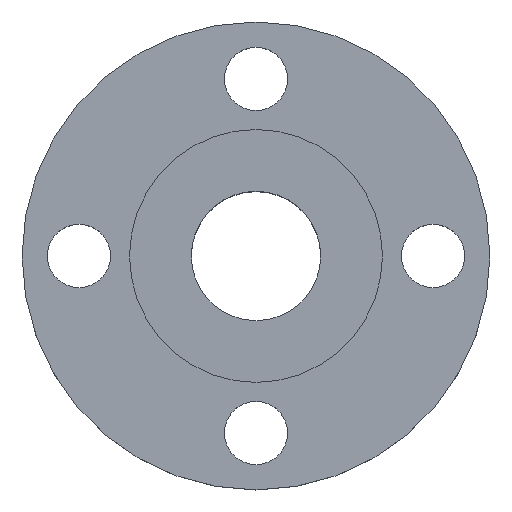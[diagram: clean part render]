
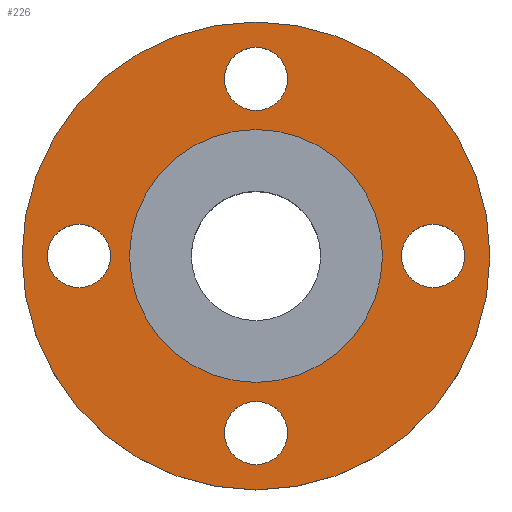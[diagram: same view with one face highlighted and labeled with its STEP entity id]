
A CAD part, top view. The second image highlights one B-rep face of the part: STEP entity #226.
In plain terms, the highlighted planar face has unit normal (0, 0, 1).
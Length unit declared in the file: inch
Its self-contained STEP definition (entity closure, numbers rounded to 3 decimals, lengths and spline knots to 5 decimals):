
#4 = EDGE_LOOP ( 'NONE', ( #404, #85 ) ) ;
#6 = DIRECTION ( 'NONE',  ( 0., -1., 0. ) ) ;
#7 = DIRECTION ( 'NONE',  ( 0., 0., 1. ) ) ;
#23 = DIRECTION ( 'NONE',  ( 1., 0., 0. ) ) ;
#26 = DIRECTION ( 'NONE',  ( 0., 1., 0. ) ) ;
#32 = EDGE_CURVE ( 'NONE', #756, #284, #72, .T. ) ;
#35 = AXIS2_PLACEMENT_3D ( 'NONE', #570, #562, #637 ) ;
#39 = EDGE_CURVE ( 'NONE', #525, #722, #665, .T. ) ;
#49 = CARTESIAN_POINT ( 'NONE',  ( -1.4375, 0., -0.0625 ) ) ;
#54 = CIRCLE ( 'NONE', #663, 2.3125 ) ;
#57 = EDGE_CURVE ( 'NONE', #535, #457, #141, .T. ) ;
#59 = DIRECTION ( 'NONE',  ( 1., 0., 0. ) ) ;
#61 = DIRECTION ( 'NONE',  ( 1., 0., 0. ) ) ;
#67 = CARTESIAN_POINT ( 'NONE',  ( 0.3125, 1.75, -0.0625 ) ) ;
#72 = CIRCLE ( 'NONE', #110, 1.25 ) ;
#77 = DIRECTION ( 'NONE',  ( 0., 0., 1. ) ) ;
#84 = DIRECTION ( 'NONE',  ( 0., 0., 1. ) ) ;
#85 = ORIENTED_EDGE ( 'NONE', *, *, #178, .F. ) ;
#87 = EDGE_CURVE ( 'NONE', #722, #525, #488, .T. ) ;
#92 = DIRECTION ( 'NONE',  ( 1., 0., 0. ) ) ;
#94 = AXIS2_PLACEMENT_3D ( 'NONE', #522, #390, #59 ) ;
#109 = FACE_BOUND ( 'NONE', #4, .T. ) ;
#110 = AXIS2_PLACEMENT_3D ( 'NONE', #814, #159, #622 ) ;
#141 = CIRCLE ( 'NONE', #849, 0.3125 ) ;
#149 = CIRCLE ( 'NONE', #94, 2.3125 ) ;
#150 = CARTESIAN_POINT ( 'NONE',  ( -2.3125, 0., -0.0625 ) ) ;
#151 = DIRECTION ( 'NONE',  ( 0., 0., 1. ) ) ;
#152 = ORIENTED_EDGE ( 'NONE', *, *, #258, .F. ) ;
#159 = DIRECTION ( 'NONE',  ( 0., 0., 1. ) ) ;
#161 = EDGE_CURVE ( 'NONE', #657, #564, #54, .T. ) ;
#163 = CARTESIAN_POINT ( 'NONE',  ( -2.0625, 0., -0.0625 ) ) ;
#169 = DIRECTION ( 'NONE',  ( 0., 0., -1. ) ) ;
#171 = FACE_BOUND ( 'NONE', #603, .T. ) ;
#177 = CARTESIAN_POINT ( 'NONE',  ( -1.25, 0., -0.0625 ) ) ;
#178 = EDGE_CURVE ( 'NONE', #190, #754, #695, .T. ) ;
#190 = VERTEX_POINT ( 'NONE', #163 ) ;
#205 = ORIENTED_EDGE ( 'NONE', *, *, #39, .F. ) ;
#207 = CARTESIAN_POINT ( 'NONE',  ( 0.3125, -1.75, -0.0625 ) ) ;
#210 = ORIENTED_EDGE ( 'NONE', *, *, #32, .F. ) ;
#226 = ADVANCED_FACE ( 'NONE', ( #638, #628, #307, #109, #171, #498 ), #818, .F. ) ;
#227 = AXIS2_PLACEMENT_3D ( 'NONE', #287, #84, #544 ) ;
#233 = DIRECTION ( 'NONE',  ( -1., 0., 0. ) ) ;
#235 = EDGE_LOOP ( 'NONE', ( #626, #649 ) ) ;
#243 = CIRCLE ( 'NONE', #417, 0.3125 ) ;
#256 = AXIS2_PLACEMENT_3D ( 'NONE', #476, #7, #725 ) ;
#258 = EDGE_CURVE ( 'NONE', #284, #756, #630, .T. ) ;
#281 = CARTESIAN_POINT ( 'NONE',  ( 2.3125, 0., -0.0625 ) ) ;
#284 = VERTEX_POINT ( 'NONE', #177 ) ;
#287 = CARTESIAN_POINT ( 'NONE',  ( 0., -1.75, -0.0625 ) ) ;
#307 = FACE_BOUND ( 'NONE', #324, .T. ) ;
#324 = EDGE_LOOP ( 'NONE', ( #205, #593 ) ) ;
#335 = ORIENTED_EDGE ( 'NONE', *, *, #161, .T. ) ;
#356 = EDGE_CURVE ( 'NONE', #754, #190, #415, .T. ) ;
#390 = DIRECTION ( 'NONE',  ( 0., 0., 1. ) ) ;
#395 = CARTESIAN_POINT ( 'NONE',  ( 1.25, 0., -0.0625 ) ) ;
#404 = ORIENTED_EDGE ( 'NONE', *, *, #356, .F. ) ;
#405 = CARTESIAN_POINT ( 'NONE',  ( 0., 1.75, -0.0625 ) ) ;
#415 = CIRCLE ( 'NONE', #504, 0.3125 ) ;
#416 = CARTESIAN_POINT ( 'NONE',  ( -0.3125, 1.75, -0.0625 ) ) ;
#417 = AXIS2_PLACEMENT_3D ( 'NONE', #575, #513, #713 ) ;
#436 = CARTESIAN_POINT ( 'NONE',  ( 0., 1.25, -0.0625 ) ) ;
#457 = VERTEX_POINT ( 'NONE', #717 ) ;
#463 = AXIS2_PLACEMENT_3D ( 'NONE', #405, #77, #6 ) ;
#476 = CARTESIAN_POINT ( 'NONE',  ( 0., 1.75, -0.0625 ) ) ;
#488 = CIRCLE ( 'NONE', #227, 0.3125 ) ;
#498 = FACE_OUTER_BOUND ( 'NONE', #588, .T. ) ;
#504 = AXIS2_PLACEMENT_3D ( 'NONE', #518, #514, #61 ) ;
#505 = ORIENTED_EDGE ( 'NONE', *, *, #770, .F. ) ;
#513 = DIRECTION ( 'NONE',  ( 0., 0., 1. ) ) ;
#514 = DIRECTION ( 'NONE',  ( 0., 0., 1. ) ) ;
#518 = CARTESIAN_POINT ( 'NONE',  ( -1.75, 0., -0.0625 ) ) ;
#522 = CARTESIAN_POINT ( 'NONE',  ( 0., 0., -0.0625 ) ) ;
#524 = EDGE_LOOP ( 'NONE', ( #505, #839 ) ) ;
#525 = VERTEX_POINT ( 'NONE', #207 ) ;
#528 = CARTESIAN_POINT ( 'NONE',  ( -0.3125, -1.75, -0.0625 ) ) ;
#532 = CARTESIAN_POINT ( 'NONE',  ( 1.4375, 0., -0.0625 ) ) ;
#535 = VERTEX_POINT ( 'NONE', #532 ) ;
#544 = DIRECTION ( 'NONE',  ( 0., 1., 0. ) ) ;
#549 = EDGE_CURVE ( 'NONE', #587, #598, #718, .T. ) ;
#562 = DIRECTION ( 'NONE',  ( 0., 0., 1. ) ) ;
#564 = VERTEX_POINT ( 'NONE', #281 ) ;
#570 = CARTESIAN_POINT ( 'NONE',  ( 0., 0., -0.0625 ) ) ;
#575 = CARTESIAN_POINT ( 'NONE',  ( 1.75, 0., -0.0625 ) ) ;
#587 = VERTEX_POINT ( 'NONE', #67 ) ;
#588 = EDGE_LOOP ( 'NONE', ( #771, #335 ) ) ;
#593 = ORIENTED_EDGE ( 'NONE', *, *, #87, .F. ) ;
#598 = VERTEX_POINT ( 'NONE', #416 ) ;
#603 = EDGE_LOOP ( 'NONE', ( #210, #152 ) ) ;
#613 = CARTESIAN_POINT ( 'NONE',  ( 0., -1.75, -0.0625 ) ) ;
#620 = DIRECTION ( 'NONE',  ( 0., 0., 1. ) ) ;
#622 = DIRECTION ( 'NONE',  ( 1., 0., 0. ) ) ;
#626 = ORIENTED_EDGE ( 'NONE', *, *, #549, .F. ) ;
#628 = FACE_BOUND ( 'NONE', #524, .T. ) ;
#629 = EDGE_CURVE ( 'NONE', #598, #587, #640, .T. ) ;
#630 = CIRCLE ( 'NONE', #35, 1.25 ) ;
#637 = DIRECTION ( 'NONE',  ( 1., 0., 0. ) ) ;
#638 = FACE_BOUND ( 'NONE', #235, .T. ) ;
#640 = CIRCLE ( 'NONE', #256, 0.3125 ) ;
#649 = ORIENTED_EDGE ( 'NONE', *, *, #629, .F. ) ;
#657 = VERTEX_POINT ( 'NONE', #150 ) ;
#663 = AXIS2_PLACEMENT_3D ( 'NONE', #738, #620, #23 ) ;
#665 = CIRCLE ( 'NONE', #699, 0.3125 ) ;
#669 = CARTESIAN_POINT ( 'NONE',  ( -1.75, 0., -0.0625 ) ) ;
#682 = DIRECTION ( 'NONE',  ( 0., 0., 1. ) ) ;
#683 = DIRECTION ( 'NONE',  ( 0., 0., 1. ) ) ;
#695 = CIRCLE ( 'NONE', #772, 0.3125 ) ;
#699 = AXIS2_PLACEMENT_3D ( 'NONE', #613, #683, #26 ) ;
#705 = AXIS2_PLACEMENT_3D ( 'NONE', #436, #169, #233 ) ;
#713 = DIRECTION ( 'NONE',  ( -1., 0., 0. ) ) ;
#717 = CARTESIAN_POINT ( 'NONE',  ( 2.0625, 0., -0.0625 ) ) ;
#718 = CIRCLE ( 'NONE', #463, 0.3125 ) ;
#722 = VERTEX_POINT ( 'NONE', #528 ) ;
#725 = DIRECTION ( 'NONE',  ( 0., -1., 0. ) ) ;
#734 = CARTESIAN_POINT ( 'NONE',  ( 1.75, 0., -0.0625 ) ) ;
#738 = CARTESIAN_POINT ( 'NONE',  ( 0., 0., -0.0625 ) ) ;
#742 = DIRECTION ( 'NONE',  ( -1., 0., 0. ) ) ;
#754 = VERTEX_POINT ( 'NONE', #49 ) ;
#756 = VERTEX_POINT ( 'NONE', #395 ) ;
#770 = EDGE_CURVE ( 'NONE', #457, #535, #243, .T. ) ;
#771 = ORIENTED_EDGE ( 'NONE', *, *, #851, .T. ) ;
#772 = AXIS2_PLACEMENT_3D ( 'NONE', #669, #682, #92 ) ;
#814 = CARTESIAN_POINT ( 'NONE',  ( 0., 0., -0.0625 ) ) ;
#818 = PLANE ( 'NONE',  #705 ) ;
#839 = ORIENTED_EDGE ( 'NONE', *, *, #57, .F. ) ;
#849 = AXIS2_PLACEMENT_3D ( 'NONE', #734, #151, #742 ) ;
#851 = EDGE_CURVE ( 'NONE', #564, #657, #149, .T. ) ;
